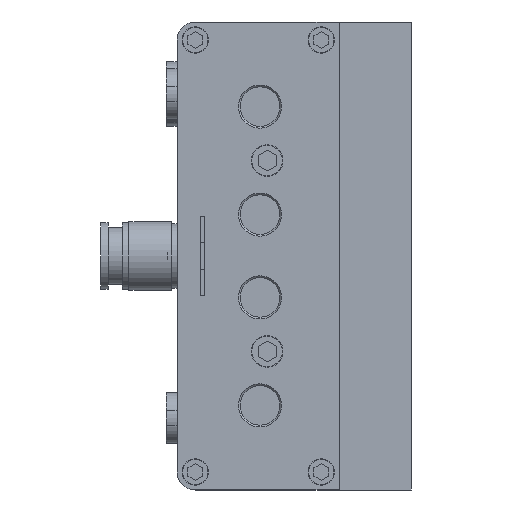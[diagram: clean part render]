
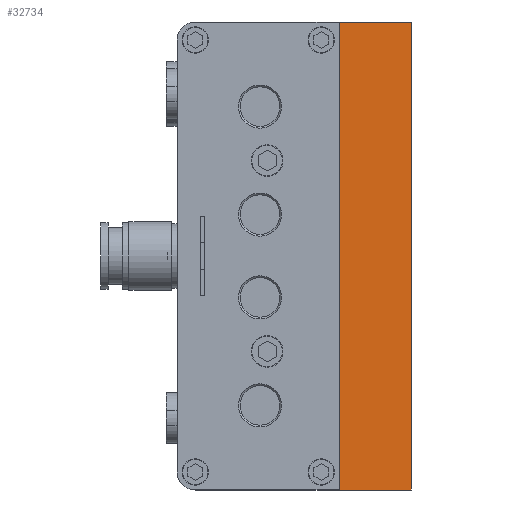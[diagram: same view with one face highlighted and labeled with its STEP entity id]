
A CAD part, left-side view. The second image highlights one B-rep face of the part: STEP entity #32734.
In plain terms, the highlighted planar face has unit normal (-1, 0, 0).
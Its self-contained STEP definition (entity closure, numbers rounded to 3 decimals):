
#539 = CARTESIAN_POINT ( 'NONE',  ( -446., -20., 65. ) ) ;
#666 = ORIENTED_EDGE ( 'NONE', *, *, #18960, .F. ) ;
#1235 = VERTEX_POINT ( 'NONE', #14483 ) ;
#2229 = DIRECTION ( 'NONE',  ( 0., 1., 0. ) ) ;
#3268 = DIRECTION ( 'NONE',  ( 0., 1., 0. ) ) ;
#4485 = AXIS2_PLACEMENT_3D ( 'NONE', #32575, #19296, #16611 ) ;
#6517 = ORIENTED_EDGE ( 'NONE', *, *, #30201, .F. ) ;
#6522 = CARTESIAN_POINT ( 'NONE',  ( -446., 0., 65. ) ) ;
#9011 = CARTESIAN_POINT ( 'NONE',  ( -446., -20., 65. ) ) ;
#13217 = FACE_OUTER_BOUND ( 'NONE', #19852, .T. ) ;
#14483 = CARTESIAN_POINT ( 'NONE',  ( -446., 0., -65. ) ) ;
#14944 = ORIENTED_EDGE ( 'NONE', *, *, #34336, .T. ) ;
#16447 = VECTOR ( 'NONE', #28155, 1000. ) ;
#16611 = DIRECTION ( 'NONE',  ( 0., 0., -1. ) ) ;
#17215 = LINE ( 'NONE', #539, #16447 ) ;
#18110 = VECTOR ( 'NONE', #2229, 1000. ) ;
#18960 = EDGE_CURVE ( 'NONE', #19405, #1235, #32526, .T. ) ;
#19296 = DIRECTION ( 'NONE',  ( 1., 0., 0. ) ) ;
#19405 = VERTEX_POINT ( 'NONE', #22933 ) ;
#19852 = EDGE_LOOP ( 'NONE', ( #14944, #666, #6517, #21656 ) ) ;
#21441 = PLANE ( 'NONE',  #4485 ) ;
#21656 = ORIENTED_EDGE ( 'NONE', *, *, #24302, .T. ) ;
#22234 = DIRECTION ( 'NONE',  ( 0., 0., -1. ) ) ;
#22933 = CARTESIAN_POINT ( 'NONE',  ( -446., -20., -65. ) ) ;
#23000 = VERTEX_POINT ( 'NONE', #6522 ) ;
#24302 = EDGE_CURVE ( 'NONE', #29266, #23000, #33221, .T. ) ;
#25290 = VECTOR ( 'NONE', #22234, 1000. ) ;
#27616 = CARTESIAN_POINT ( 'NONE',  ( -446., 0., 65. ) ) ;
#28155 = DIRECTION ( 'NONE',  ( 0., 0., -1. ) ) ;
#29266 = VERTEX_POINT ( 'NONE', #31990 ) ;
#30201 = EDGE_CURVE ( 'NONE', #29266, #19405, #17215, .T. ) ;
#30818 = VECTOR ( 'NONE', #3268, 1000. ) ;
#31990 = CARTESIAN_POINT ( 'NONE',  ( -446., -20., 65. ) ) ;
#32460 = LINE ( 'NONE', #27616, #25290 ) ;
#32526 = LINE ( 'NONE', #35201, #18110 ) ;
#32575 = CARTESIAN_POINT ( 'NONE',  ( -446., -20., 65. ) ) ;
#32734 = ADVANCED_FACE ( 'NONE', ( #13217 ), #21441, .F. ) ;
#33221 = LINE ( 'NONE', #9011, #30818 ) ;
#34336 = EDGE_CURVE ( 'NONE', #23000, #1235, #32460, .T. ) ;
#35201 = CARTESIAN_POINT ( 'NONE',  ( -446., -20., -65. ) ) ;
